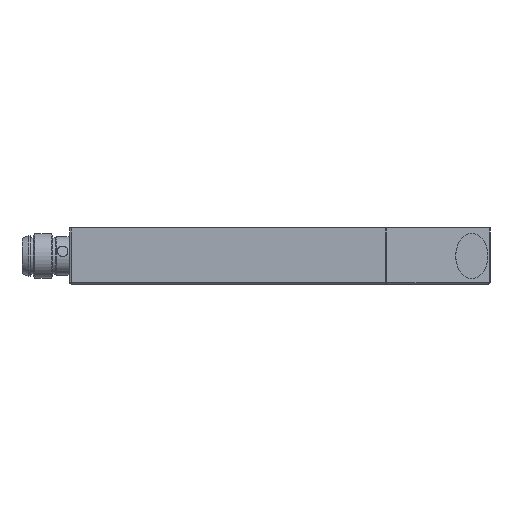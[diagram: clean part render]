
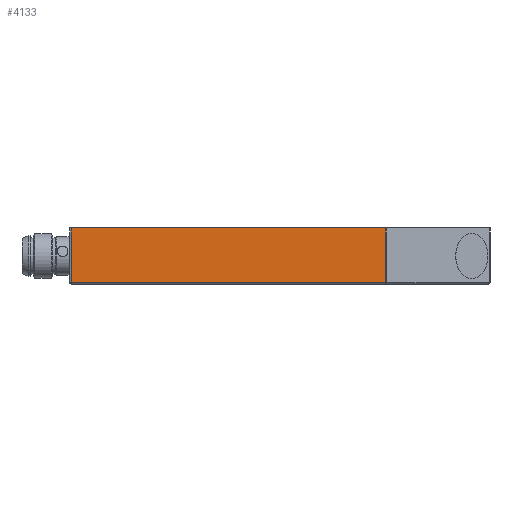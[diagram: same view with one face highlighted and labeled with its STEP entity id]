
A CAD part, front view. The second image highlights one B-rep face of the part: STEP entity #4133.
In plain terms, the highlighted planar face has unit normal (0, -1, 0).
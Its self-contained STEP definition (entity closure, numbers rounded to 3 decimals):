
#164=PLANE('',#4555);
#330=FACE_OUTER_BOUND('',#605,.T.);
#605=EDGE_LOOP('',(#3219,#3220,#3221,#3222));
#918=LINE('',#7000,#1188);
#931=LINE('',#7039,#1201);
#932=LINE('',#7041,#1202);
#933=LINE('',#7042,#1203);
#1188=VECTOR('',#5506,10.);
#1201=VECTOR('',#5545,10.);
#1202=VECTOR('',#5546,10.);
#1203=VECTOR('',#5547,10.);
#1850=VERTEX_POINT('',#6997);
#1851=VERTEX_POINT('',#6999);
#1864=VERTEX_POINT('',#7038);
#1865=VERTEX_POINT('',#7040);
#2333=EDGE_CURVE('',#1850,#1851,#918,.T.);
#2355=EDGE_CURVE('',#1864,#1850,#931,.T.);
#2356=EDGE_CURVE('',#1865,#1864,#932,.T.);
#2357=EDGE_CURVE('',#1851,#1865,#933,.T.);
#3219=ORIENTED_EDGE('',*,*,#2355,.F.);
#3220=ORIENTED_EDGE('',*,*,#2356,.F.);
#3221=ORIENTED_EDGE('',*,*,#2357,.F.);
#3222=ORIENTED_EDGE('',*,*,#2333,.F.);
#4133=ADVANCED_FACE('',(#330),#164,.T.);
#4555=AXIS2_PLACEMENT_3D('',#7037,#5543,#5544);
#5506=DIRECTION('',(1.,0.,0.));
#5543=DIRECTION('center_axis',(0.,-1.,0.));
#5544=DIRECTION('ref_axis',(1.,0.,0.));
#5545=DIRECTION('',(0.,0.,1.));
#5546=DIRECTION('',(-1.,0.,0.));
#5547=DIRECTION('',(0.,0.,-1.));
#6997=CARTESIAN_POINT('',(0.3,0.,10.));
#6999=CARTESIAN_POINT('',(56.376,0.,10.));
#7000=CARTESIAN_POINT('',(0.,0.,10.));
#7037=CARTESIAN_POINT('Origin',(0.,0.,0.));
#7038=CARTESIAN_POINT('',(0.3,0.,0.3));
#7039=CARTESIAN_POINT('',(0.3,0.,0.));
#7040=CARTESIAN_POINT('',(56.376,0.,0.3));
#7041=CARTESIAN_POINT('',(18.75,0.,0.3));
#7042=CARTESIAN_POINT('',(56.376,0.,5.));
